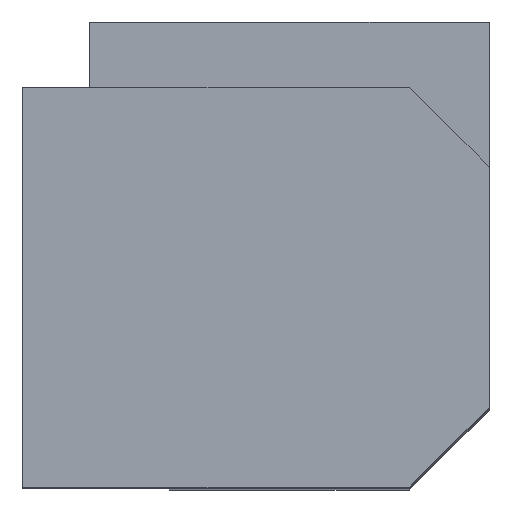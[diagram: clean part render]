
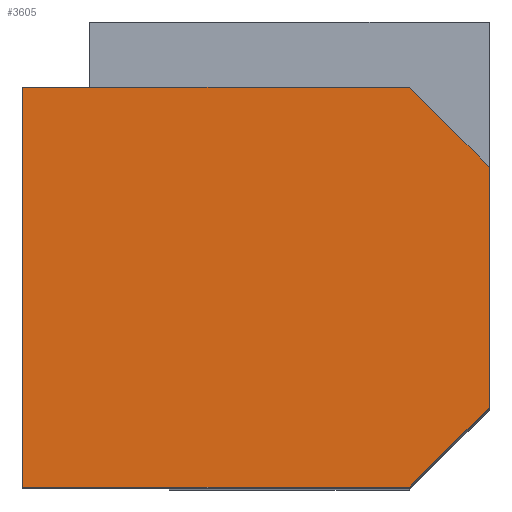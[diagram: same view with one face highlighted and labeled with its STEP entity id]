
A CAD part, top view. The second image highlights one B-rep face of the part: STEP entity #3605.
In plain terms, the highlighted free-form (B-spline) face has degree [1, 1] with [2, 2] control points.
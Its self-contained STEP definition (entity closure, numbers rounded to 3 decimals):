
#3556=CARTESIAN_POINT('',(-10.874,8.249,63.8));
#3557=CARTESIAN_POINT('',(8.374,8.249,63.8));
#3558=CARTESIAN_POINT('',(-10.874,-8.249,63.8));
#3559=CARTESIAN_POINT('',(8.374,-8.249,63.8));
#3560=B_SPLINE_SURFACE_WITH_KNOTS('',1,1,((#3556,#3558),(#3557,#3559)),.UNSPECIFIED.,.F.,.F.,.U.,(2,2),(2,2),(0.0,19.248),(0.0,16.499),.UNSPECIFIED.);
#3561=CARTESIAN_POINT('',(4.5,7.5,63.8));
#3562=VERTEX_POINT('',#3561);
#3563=CARTESIAN_POINT('',(-10.,7.5,63.8));
#3564=VERTEX_POINT('',#3563);
#3565=CARTESIAN_POINT('',(4.5,7.5,63.8));
#3566=CARTESIAN_POINT('',(-10.,7.5,63.8));
#3567=QUASI_UNIFORM_CURVE('',1,(#3565,#3566),.UNSPECIFIED.,.F.,.U.);
#3568=EDGE_CURVE('',#3562,#3564,#3567,.T.);
#3569=ORIENTED_EDGE('',*,*,#3568,.T.);
#3570=CARTESIAN_POINT('',(-10.,-7.5,63.8));
#3571=VERTEX_POINT('',#3570);
#3572=CARTESIAN_POINT('',(-10.,7.5,63.8));
#3573=CARTESIAN_POINT('',(-10.,-7.5,63.8));
#3574=QUASI_UNIFORM_CURVE('',1,(#3572,#3573),.UNSPECIFIED.,.F.,.U.);
#3575=EDGE_CURVE('',#3564,#3571,#3574,.T.);
#3576=ORIENTED_EDGE('',*,*,#3575,.T.);
#3577=CARTESIAN_POINT('',(4.5,-7.5,63.8));
#3578=VERTEX_POINT('',#3577);
#3579=CARTESIAN_POINT('',(-10.,-7.5,63.8));
#3580=CARTESIAN_POINT('',(4.5,-7.5,63.8));
#3581=QUASI_UNIFORM_CURVE('',1,(#3579,#3580),.UNSPECIFIED.,.F.,.U.);
#3582=EDGE_CURVE('',#3571,#3578,#3581,.T.);
#3583=ORIENTED_EDGE('',*,*,#3582,.T.);
#3584=CARTESIAN_POINT('',(7.5,-4.5,63.8));
#3585=VERTEX_POINT('',#3584);
#3586=CARTESIAN_POINT('',(4.5,-7.5,63.8));
#3587=CARTESIAN_POINT('',(7.5,-4.5,63.8));
#3588=QUASI_UNIFORM_CURVE('',1,(#3586,#3587),.UNSPECIFIED.,.F.,.U.);
#3589=EDGE_CURVE('',#3578,#3585,#3588,.T.);
#3590=ORIENTED_EDGE('',*,*,#3589,.T.);
#3591=CARTESIAN_POINT('',(7.5,4.5,63.8));
#3592=VERTEX_POINT('',#3591);
#3593=CARTESIAN_POINT('',(7.5,-4.5,63.8));
#3594=CARTESIAN_POINT('',(7.5,4.5,63.8));
#3595=QUASI_UNIFORM_CURVE('',1,(#3593,#3594),.UNSPECIFIED.,.F.,.U.);
#3596=EDGE_CURVE('',#3585,#3592,#3595,.T.);
#3597=ORIENTED_EDGE('',*,*,#3596,.T.);
#3598=CARTESIAN_POINT('',(7.5,4.5,63.8));
#3599=CARTESIAN_POINT('',(4.5,7.5,63.8));
#3600=QUASI_UNIFORM_CURVE('',1,(#3598,#3599),.UNSPECIFIED.,.F.,.U.);
#3601=EDGE_CURVE('',#3592,#3562,#3600,.T.);
#3602=ORIENTED_EDGE('',*,*,#3601,.T.);
#3603=EDGE_LOOP('',(#3569,#3576,#3583,#3590,#3597,#3602));
#3604=FACE_OUTER_BOUND('',#3603,.T.);
#3605=ADVANCED_FACE('',(#3604),#3560,.F.);
